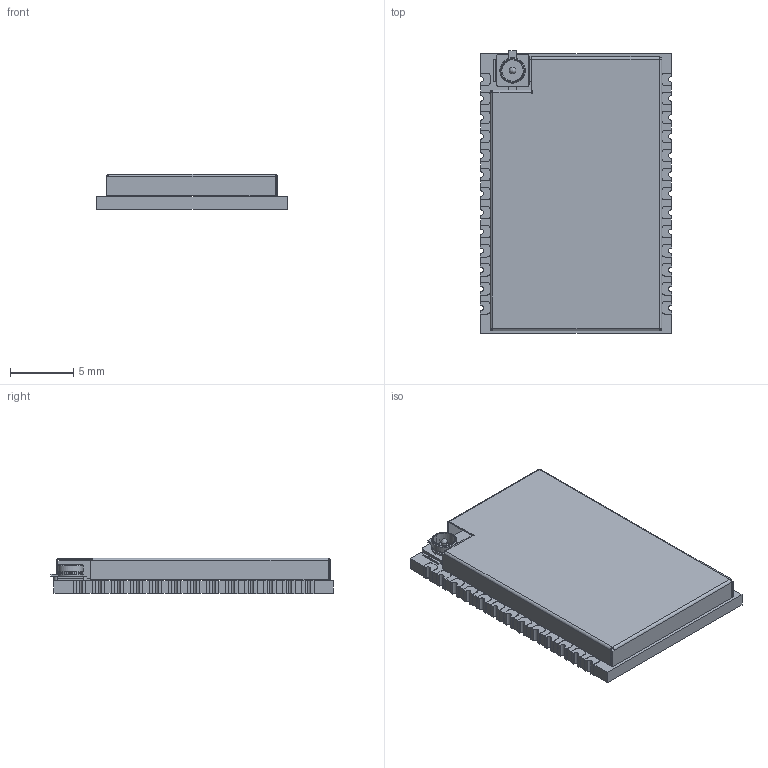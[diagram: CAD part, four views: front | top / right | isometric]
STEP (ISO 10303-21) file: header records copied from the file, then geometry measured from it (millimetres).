
FILE_DESCRIPTION (( 'STEP AP214' ), '1' );
FILE_NAME ('User Library-DL7612.STEP', '2021-09-01T06:25:23', ( '' ), ( '' ), 'SwSTEP 2.0', 'SolidWorks 2021', '' );
FILE_SCHEMA (( 'AUTOMOTIVE_DESIGN' ));
Length unit declared in the file: millimetre
Products named in the file (4): DL7612-PCB; DL7612-IPEX; User Library-DL7612; DL7612-CAN
Assembly tree (3 placements, depth 2):
  User Library-DL7612
    DL7612-PCB
    DL7612-IPEX
    DL7612-CAN
Bounding box: 15.08 x 22.25 x 2.8 mm (x, y, z)
Volume: 372 mm3; surface area: 1558.7 mm2
Topology: 3 solids, 3 shells, 603 faces, 1696 edges, 1090 vertices
Faces by surface type: plane 360, cylinder 204, bspline 33, cone 6
Entity records: 26547 total; most frequent: CARTESIAN_POINT 4117, ORIENTED_EDGE 3370, DIRECTION 3224, EDGE_CURVE 1685, VECTOR 1238, LINE 1238, VERTEX_POINT 1090, AXIS2_PLACEMENT_3D 993
